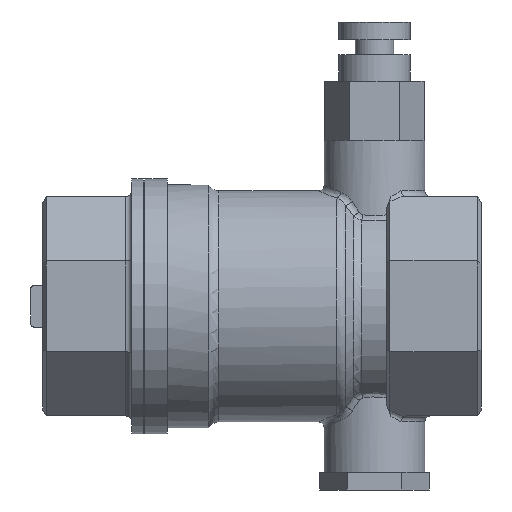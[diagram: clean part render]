
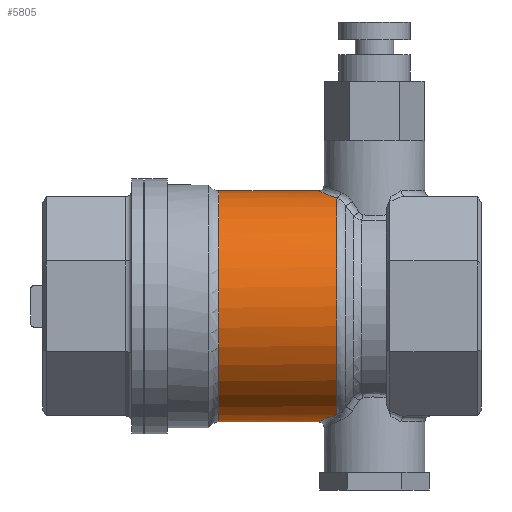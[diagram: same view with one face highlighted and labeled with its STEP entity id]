
A CAD part, left-side view. The second image highlights one B-rep face of the part: STEP entity #5805.
In plain terms, the highlighted cylindrical face has radius 19.5 mm (diameter 39 mm), a full revolution.
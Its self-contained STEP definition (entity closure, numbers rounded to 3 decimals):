
#191=B_SPLINE_CURVE_WITH_KNOTS('',3,(#8050,#8051,#8052,#8053,#8054,#8055,
#8056),.UNSPECIFIED.,.F.,.F.,(4,1,1,1,4),(0.,0.004,0.008,
0.012,0.016),.UNSPECIFIED.);
#192=B_SPLINE_CURVE_WITH_KNOTS('',3,(#8060,#8061,#8062,#8063,#8064,#8065,
#8066),.UNSPECIFIED.,.F.,.F.,(4,1,1,1,4),(0.,0.004,
0.008,0.012,0.016),.UNSPECIFIED.);
#193=B_SPLINE_CURVE_WITH_KNOTS('',3,(#8070,#8071,#8072,#8073,#8074,#8075,
#8076,#8077,#8078,#8079,#8080,#8081,#8082,#8083,#8084,#8085),
 .UNSPECIFIED.,.F.,.F.,(4,1,1,1,1,1,1,1,1,1,1,1,1,4),(0.,
0.003,0.006,0.008,0.011,
0.017,0.02,0.022,0.025,
0.028,0.033,0.036,0.039,
0.045),.UNSPECIFIED.);
#306=CYLINDRICAL_SURFACE('',#6142,19.5);
#398=CIRCLE('',#6143,19.5);
#399=CIRCLE('',#6144,19.5);
#400=CIRCLE('',#6145,19.5);
#631=ORIENTED_EDGE('',*,*,#1889,.T.);
#632=ORIENTED_EDGE('',*,*,#1890,.T.);
#633=ORIENTED_EDGE('',*,*,#1891,.T.);
#634=ORIENTED_EDGE('',*,*,#1892,.T.);
#635=ORIENTED_EDGE('',*,*,#1893,.T.);
#636=ORIENTED_EDGE('',*,*,#1894,.T.);
#1889=EDGE_CURVE('',#2519,#2520,#398,.F.);
#1890=EDGE_CURVE('',#2520,#2521,#191,.T.);
#1891=EDGE_CURVE('',#2521,#2522,#399,.F.);
#1892=EDGE_CURVE('',#2522,#2519,#192,.T.);
#1893=EDGE_CURVE('',#2523,#2524,#400,.F.);
#1894=EDGE_CURVE('',#2524,#2523,#193,.T.);
#2519=VERTEX_POINT('',#8048);
#2520=VERTEX_POINT('',#8049);
#2521=VERTEX_POINT('',#8057);
#2522=VERTEX_POINT('',#8059);
#2523=VERTEX_POINT('',#8068);
#2524=VERTEX_POINT('',#8069);
#3405=EDGE_LOOP('',(#631,#632,#633,#634));
#3406=EDGE_LOOP('',(#635,#636));
#3747=FACE_BOUND('',#3405,.T.);
#3748=FACE_BOUND('',#3406,.T.);
#5805=ADVANCED_FACE('',(#3747,#3748),#306,.T.);
#6142=AXIS2_PLACEMENT_3D('',#8046,#6687,#6688);
#6143=AXIS2_PLACEMENT_3D('',#8047,#6689,#6690);
#6144=AXIS2_PLACEMENT_3D('',#8058,#6691,#6692);
#6145=AXIS2_PLACEMENT_3D('',#8067,#6693,#6694);
#6687=DIRECTION('',(0.,-1.,0.));
#6688=DIRECTION('',(0.,0.,-1.));
#6689=DIRECTION('',(0.,-1.,0.));
#6690=DIRECTION('',(0.,0.,-1.));
#6691=DIRECTION('',(0.,-1.,0.));
#6692=DIRECTION('',(0.,0.,-1.));
#6693=DIRECTION('',(0.,1.,0.));
#6694=DIRECTION('',(0.,0.,1.));
#8046=CARTESIAN_POINT('',(0.,46.,0.));
#8047=CARTESIAN_POINT('',(0.,24.328,0.));
#8048=CARTESIAN_POINT('',(6.74,24.328,18.298));
#8049=CARTESIAN_POINT('',(6.74,24.328,-18.298));
#8050=CARTESIAN_POINT('',(6.74,24.328,-18.298));
#8051=CARTESIAN_POINT('',(5.914,25.3,-18.602));
#8052=CARTESIAN_POINT('',(3.891,26.887,-19.221));
#8053=CARTESIAN_POINT('',(0.011,27.804,-19.639));
#8054=CARTESIAN_POINT('',(-3.882,26.895,-19.224));
#8055=CARTESIAN_POINT('',(-5.913,25.301,-18.603));
#8056=CARTESIAN_POINT('',(-6.74,24.328,-18.298));
#8057=CARTESIAN_POINT('',(-6.74,24.328,-18.298));
#8058=CARTESIAN_POINT('',(0.,24.328,0.));
#8059=CARTESIAN_POINT('',(-6.74,24.328,18.298));
#8060=CARTESIAN_POINT('',(-6.74,24.328,18.298));
#8061=CARTESIAN_POINT('',(-5.914,25.3,18.602));
#8062=CARTESIAN_POINT('',(-3.891,26.887,19.221));
#8063=CARTESIAN_POINT('',(-0.011,27.804,19.639));
#8064=CARTESIAN_POINT('',(3.882,26.895,19.224));
#8065=CARTESIAN_POINT('',(5.913,25.301,18.603));
#8066=CARTESIAN_POINT('',(6.74,24.328,18.298));
#8067=CARTESIAN_POINT('',(0.,44.268,0.));
#8068=CARTESIAN_POINT('',(16.645,44.268,10.158));
#8069=CARTESIAN_POINT('',(16.645,44.268,-10.158));
#8070=CARTESIAN_POINT('',(16.645,44.268,-10.158));
#8071=CARTESIAN_POINT('',(16.446,43.408,-10.485));
#8072=CARTESIAN_POINT('',(16.144,41.619,-10.939));
#8073=CARTESIAN_POINT('',(16.11,38.787,-10.988));
#8074=CARTESIAN_POINT('',(16.514,36.051,-10.387));
#8075=CARTESIAN_POINT('',(17.454,32.761,-8.807));
#8076=CARTESIAN_POINT('',(18.617,30.206,-6.209));
#8077=CARTESIAN_POINT('',(19.36,28.759,-2.815));
#8078=CARTESIAN_POINT('',(19.569,28.373,-0.017));
#8079=CARTESIAN_POINT('',(19.365,28.75,2.782));
#8080=CARTESIAN_POINT('',(18.624,30.19,6.191));
#8081=CARTESIAN_POINT('',(17.456,32.755,8.802));
#8082=CARTESIAN_POINT('',(16.518,36.038,10.381));
#8083=CARTESIAN_POINT('',(15.971,39.684,11.189));
#8084=CARTESIAN_POINT('',(16.246,42.545,10.813));
#8085=CARTESIAN_POINT('',(16.645,44.268,10.158));
